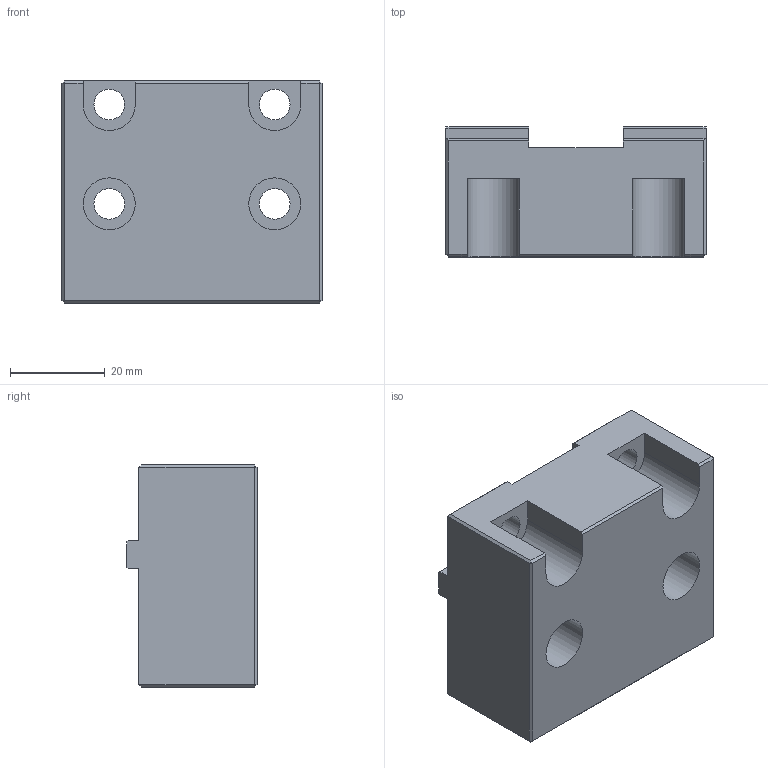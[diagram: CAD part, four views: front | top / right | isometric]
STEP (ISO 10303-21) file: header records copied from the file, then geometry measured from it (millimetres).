
FILE_DESCRIPTION(/* description */ (''),/* implementation_level */ '2;1');
FILE_NAME(/* name */ 'MH-CFB 100.stp',/* time_stamp */ '2019-11-14T15:55:36+01:00',/* author */ ('e.orio2'),/* organization */ (''),/* preprocessor_version */ 'ST-DEVELOPER v17',/* originating_system */ 'Autodesk Inventor 2019',/* authorisation */ '');
FILE_SCHEMA (('AUTOMOTIVE_DESIGN { 1 0 10303 214 3 1 1 }'));
Length unit declared in the file: millimetre
Products named in the file (1): MH-CFB 100
Bounding box: 55 x 27.5 x 47 mm (x, y, z)
Volume: 55670 mm3; surface area: 12596.5 mm2
Topology: 1 solids, 1 shells, 56 faces, 145 edges, 93 vertices
Faces by surface type: plane 48, cylinder 8
Full cylindrical faces by diameter (mm): 6.5 x4, 11 x2
Entity records: 1737 total; most frequent: CARTESIAN_POINT 295, ORIENTED_EDGE 290, DIRECTION 280, EDGE_CURVE 145, LINE 124, VECTOR 124, VERTEX_POINT 93, AXIS2_PLACEMENT_3D 78
